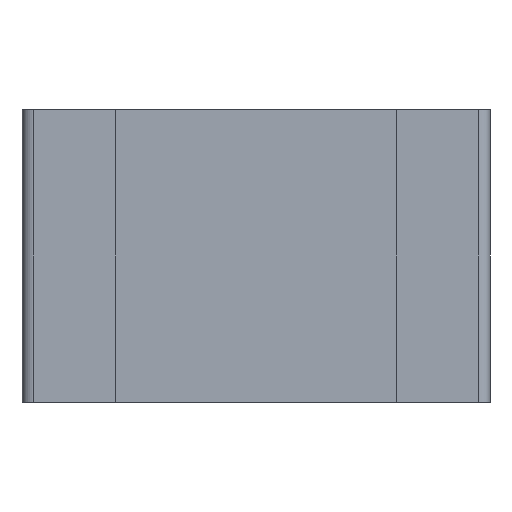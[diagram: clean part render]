
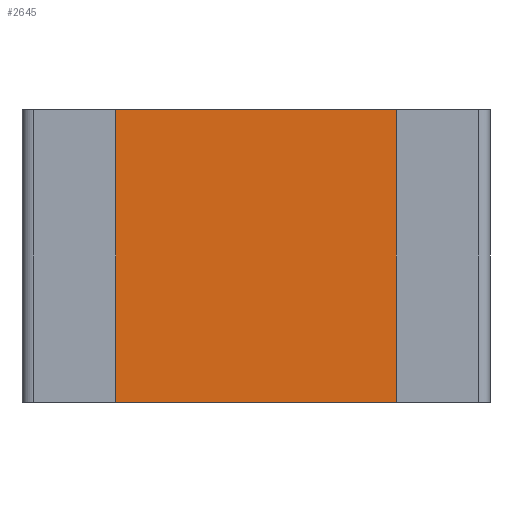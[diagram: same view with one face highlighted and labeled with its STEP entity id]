
A CAD part, front view. The second image highlights one B-rep face of the part: STEP entity #2645.
In plain terms, the highlighted planar face has unit normal (0, -1, 0).
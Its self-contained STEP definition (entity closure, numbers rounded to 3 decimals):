
#370 = CARTESIAN_POINT ( 'NONE',  ( 0.95, 0.05, -0.625 ) ) ;
#374 = LINE ( 'NONE', #1853, #5310 ) ;
#624 = CARTESIAN_POINT ( 'NONE',  ( 0.95, 0.05, 0.625 ) ) ;
#655 = EDGE_LOOP ( 'NONE', ( #2580, #5611, #6167, #2601 ) ) ;
#805 = DIRECTION ( 'NONE',  ( 0., 0., -1. ) ) ;
#924 = EDGE_CURVE ( 'NONE', #1064, #1786, #5275, .T. ) ;
#1064 = VERTEX_POINT ( 'NONE', #624 ) ;
#1288 = VECTOR ( 'NONE', #5883, 1000. ) ;
#1547 = EDGE_CURVE ( 'NONE', #4442, #4642, #4411, .T. ) ;
#1632 = FACE_OUTER_BOUND ( 'NONE', #655, .T. ) ;
#1645 = CARTESIAN_POINT ( 'NONE',  ( 0.95, 0.05, -0.625 ) ) ;
#1660 = CARTESIAN_POINT ( 'NONE',  ( 0., 0.05, 0. ) ) ;
#1786 = VERTEX_POINT ( 'NONE', #1645 ) ;
#1811 = AXIS2_PLACEMENT_3D ( 'NONE', #1660, #3745, #2208 ) ;
#1853 = CARTESIAN_POINT ( 'NONE',  ( -0.95, 0.05, 0.625 ) ) ;
#2092 = EDGE_CURVE ( 'NONE', #1786, #4442, #3371, .T. ) ;
#2147 = VECTOR ( 'NONE', #5417, 1000. ) ;
#2208 = DIRECTION ( 'NONE',  ( 0., 0., 1. ) ) ;
#2389 = CARTESIAN_POINT ( 'NONE',  ( -0.95, 0.05, -0.625 ) ) ;
#2580 = ORIENTED_EDGE ( 'NONE', *, *, #1547, .F. ) ;
#2601 = ORIENTED_EDGE ( 'NONE', *, *, #6518, .F. ) ;
#2645 = ADVANCED_FACE ( 'NONE', ( #1632 ), #4297, .F. ) ;
#3371 = LINE ( 'NONE', #4378, #2147 ) ;
#3466 = DIRECTION ( 'NONE',  ( 1., 0., 0. ) ) ;
#3745 = DIRECTION ( 'NONE',  ( 0., 1., 0. ) ) ;
#3923 = CARTESIAN_POINT ( 'NONE',  ( -0.95, 0.05, -0.625 ) ) ;
#4297 = PLANE ( 'NONE',  #1811 ) ;
#4344 = CARTESIAN_POINT ( 'NONE',  ( -0.95, 0.05, 0.625 ) ) ;
#4378 = CARTESIAN_POINT ( 'NONE',  ( -0.95, 0.05, -0.625 ) ) ;
#4411 = LINE ( 'NONE', #2389, #1288 ) ;
#4442 = VERTEX_POINT ( 'NONE', #3923 ) ;
#4642 = VERTEX_POINT ( 'NONE', #4344 ) ;
#5275 = LINE ( 'NONE', #370, #6313 ) ;
#5310 = VECTOR ( 'NONE', #3466, 1000. ) ;
#5417 = DIRECTION ( 'NONE',  ( -1., 0., 0. ) ) ;
#5611 = ORIENTED_EDGE ( 'NONE', *, *, #2092, .F. ) ;
#5883 = DIRECTION ( 'NONE',  ( 0., 0., 1. ) ) ;
#6167 = ORIENTED_EDGE ( 'NONE', *, *, #924, .F. ) ;
#6313 = VECTOR ( 'NONE', #805, 1000. ) ;
#6518 = EDGE_CURVE ( 'NONE', #4642, #1064, #374, .T. ) ;
